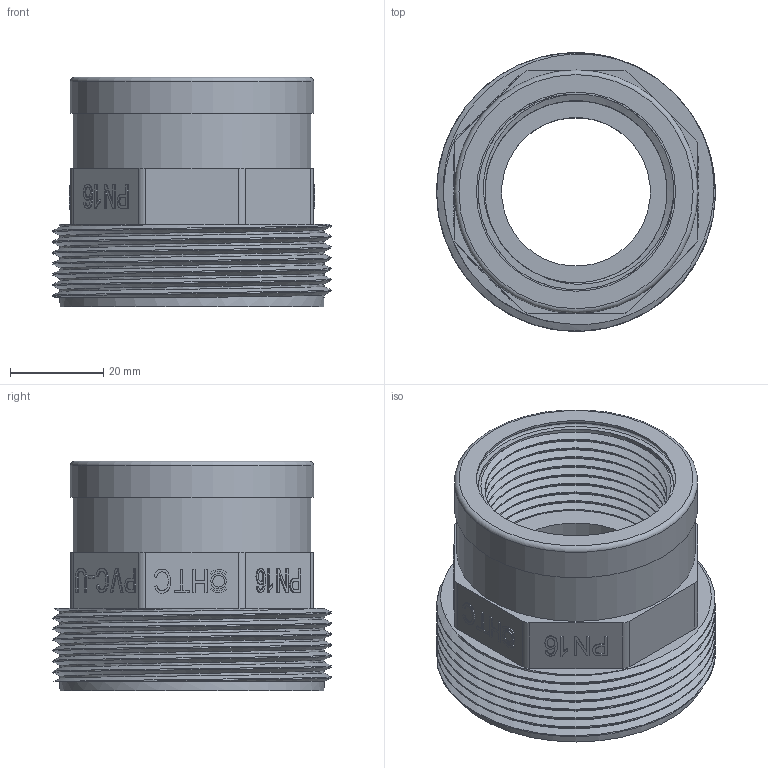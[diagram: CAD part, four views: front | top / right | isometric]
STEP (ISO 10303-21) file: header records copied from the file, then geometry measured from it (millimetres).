
FILE_DESCRIPTION(/* description */ (''),/* implementation_level */ '2;1');
FILE_NAME(/* name */ 'AFX600.SIG.040.step',/* time_stamp */ '2026-01-07T09:22:58+01:00',/* author */ (''),/* organization */ (''),/* preprocessor_version */ 'ST-DEVELOPER v20.1',/* originating_system */ 'Autodesk Translation Framework v14.21.0.0',/* authorisation */ '');
FILE_SCHEMA (('AUTOMOTIVE_DESIGN { 1 0 10303 214 3 1 1 }'));
Length unit declared in the file: millimetre
Products named in the file (1): 2026-01-07-08-16-58-198
Bounding box: 59.61 x 59.61 x 49.1 mm (x, y, z)
Volume: 60166.3 mm3; surface area: 26452.1 mm2
Topology: 2 solids, 2 shells, 402 faces, 1077 edges, 717 vertices
Faces by surface type: plane 201, bspline 138, cylinder 59, torus 4
Full cylindrical faces by diameter (mm): 2.486 x1, 3.315 x1, 31.8 x1, 38.952 x8, 40 x1, 41.91 x8, 42.6 x1, 45 x1, 50 x1, 51 x1, 51.1 x1, 52.1 x1, 56.656 x7, 59.614 x6
Entity records: 21283 total; most frequent: CARTESIAN_POINT 12186, ORIENTED_EDGE 2154, DIRECTION 1330, EDGE_CURVE 1077, VERTEX_POINT 717, LINE 662, VECTOR 662, EDGE_LOOP 444
